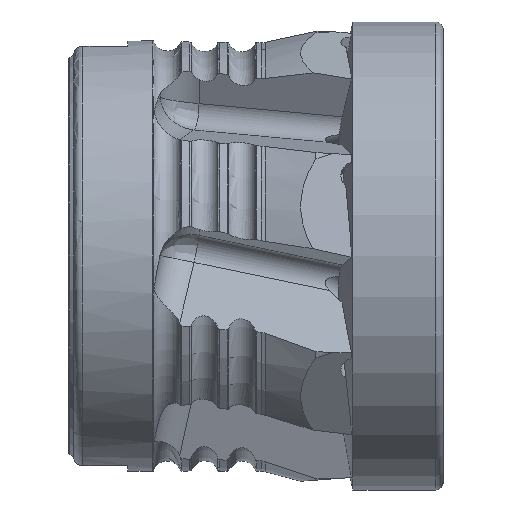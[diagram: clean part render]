
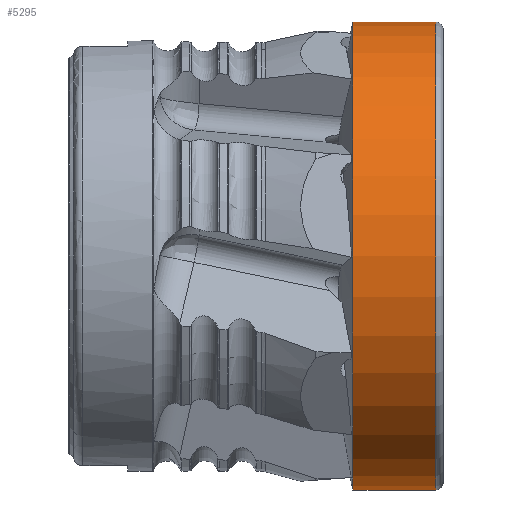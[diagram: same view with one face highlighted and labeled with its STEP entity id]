
A CAD part, front view. The second image highlights one B-rep face of the part: STEP entity #5295.
In plain terms, the highlighted cylindrical face has radius 24.997 mm (diameter 49.994 mm), a full revolution.
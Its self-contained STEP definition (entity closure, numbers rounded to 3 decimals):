
#858 = CYLINDRICAL_SURFACE ( 'NONE', #12124, 24.997 ) ;
#2035 = ORIENTED_EDGE ( 'NONE', *, *, #2607, .T. ) ;
#2091 = FACE_OUTER_BOUND ( 'NONE', #3669, .T. ) ;
#2607 = EDGE_CURVE ( 'NONE', #7861, #7861, #11949, .T. ) ;
#2657 = CIRCLE ( 'NONE', #11704, 24.997 ) ;
#2857 = CARTESIAN_POINT ( 'NONE',  ( -9.058, 0., 0. ) ) ;
#3295 = ORIENTED_EDGE ( 'NONE', *, *, #9313, .F. ) ;
#3559 = CARTESIAN_POINT ( 'NONE',  ( -0.208, 0., 0. ) ) ;
#3669 = EDGE_LOOP ( 'NONE', ( #2035 ) ) ;
#3818 = DIRECTION ( 'NONE',  ( 0., 1., 0. ) ) ;
#4578 = DIRECTION ( 'NONE',  ( 0., 1., 0. ) ) ;
#5295 = ADVANCED_FACE ( 'NONE', ( #12363, #2091 ), #858, .T. ) ;
#6299 = CARTESIAN_POINT ( 'NONE',  ( -9.058, 24.997, 0. ) ) ;
#6938 = CARTESIAN_POINT ( 'NONE',  ( 5.788, 0., 0. ) ) ;
#7827 = AXIS2_PLACEMENT_3D ( 'NONE', #2857, #9810, #3818 ) ;
#7861 = VERTEX_POINT ( 'NONE', #6299 ) ;
#7928 = EDGE_LOOP ( 'NONE', ( #3295 ) ) ;
#9225 = VERTEX_POINT ( 'NONE', #9372 ) ;
#9313 = EDGE_CURVE ( 'NONE', #9225, #9225, #2657, .T. ) ;
#9372 = CARTESIAN_POINT ( 'NONE',  ( -0.208, 24.997, 0. ) ) ;
#9810 = DIRECTION ( 'NONE',  ( 1., 0., 0. ) ) ;
#9866 = DIRECTION ( 'NONE',  ( 1., 0., 0. ) ) ;
#10522 = DIRECTION ( 'NONE',  ( 1., 0., 0. ) ) ;
#10920 = DIRECTION ( 'NONE',  ( 0., 1., 0. ) ) ;
#11704 = AXIS2_PLACEMENT_3D ( 'NONE', #3559, #10522, #4578 ) ;
#11949 = CIRCLE ( 'NONE', #7827, 24.997 ) ;
#12124 = AXIS2_PLACEMENT_3D ( 'NONE', #6938, #9866, #10920 ) ;
#12363 = FACE_OUTER_BOUND ( 'NONE', #7928, .T. ) ;
